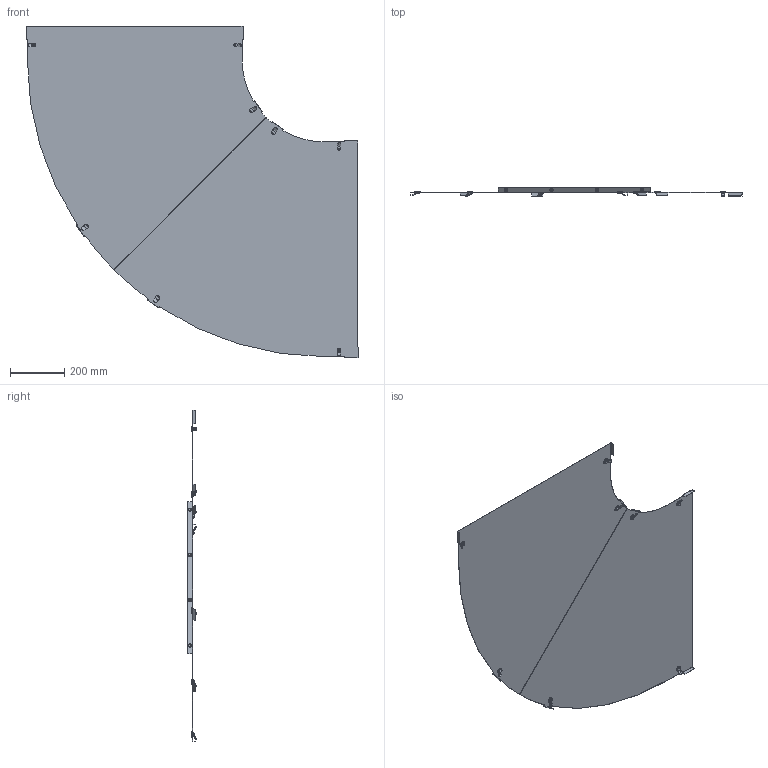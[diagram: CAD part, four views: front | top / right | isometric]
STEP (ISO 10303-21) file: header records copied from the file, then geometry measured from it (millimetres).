
FILE_DESCRIPTION (( 'STEP AP214' ), '1' );
FILE_NAME ('6226024.STP', '2017-03-27T11:56:32', ( '' ), ( '' ), 'SwSTEP 2.0', 'SolidWorks 2016', '' );
FILE_SCHEMA (( 'AUTOMOTIVE_DESIGN' ));
Length unit declared in the file: millimetre
Products named in the file (8): KTS 14.001-017_M8x25-; 009561_Hexagon Flange Nut DIN 6923 - M6 - C; KTS 08.080-022_Standard; KTS 08.081-003_Standard; KTS 08.082-005_Standard; 096580_800_FT_Left; 096580_800_FT_Right; 6226024
Assembly tree (20 placements, depth 3):
  6226024
    096580_800_FT_Right
    096580_800_FT_Left
    KTS 08.080-022_Standard  x8
      KTS 08.082-005_Standard
      KTS 08.081-003_Standard
    009561_Hexagon Flange Nut DIN 6923 - M6 - C  x4
    KTS 14.001-017_M8x25-  x4
Bounding box: 1227 x 30.68 x 1227 mm (x, y, z)
Volume: 1122959.6 mm3; surface area: 2234531.1 mm2
Topology: 26 solids, 26 shells, 646 faces, 1562 edges, 1008 vertices
Faces by surface type: plane 386, cylinder 162, torus 40, bspline 26, cone 24, sphere 8
Entity records: 7519 total; most frequent: CARTESIAN_POINT 1470, DIRECTION 1190, ORIENTED_EDGE 1168, EDGE_CURVE 584, VECTOR 422, LINE 422, AXIS2_PLACEMENT_3D 384, VERTEX_POINT 373
